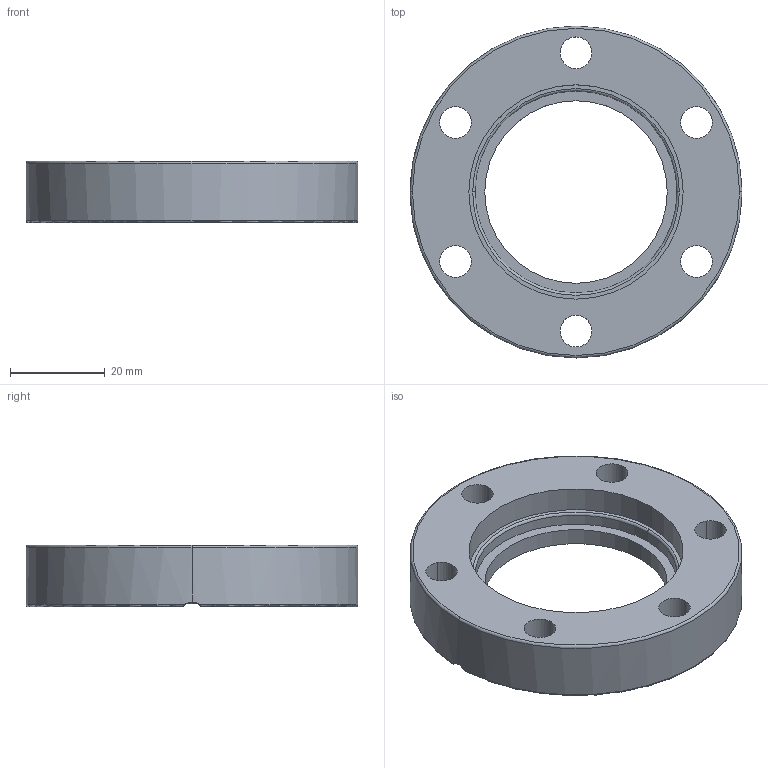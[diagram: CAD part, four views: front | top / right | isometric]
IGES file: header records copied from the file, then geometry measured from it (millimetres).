
Global section: file name: No Iges File Name specified; native system: AutoDesk Inventor R12.0; preprocessor: AutoDesk Inventor Iges Exporter R12.0; date: 20090313.085949; units: millimetre
Bounding box: 70 x 70 x 13 mm (x, y, z)
Volume: 27976.2 mm3; surface area: 13450.3 mm2
Topology: 2 solids, 2 shells, 55 faces, 140 edges, 90 vertices
Faces by surface type: bspline 24, revolution 12, torus 8, plane 5, cylinder 4, cone 2
